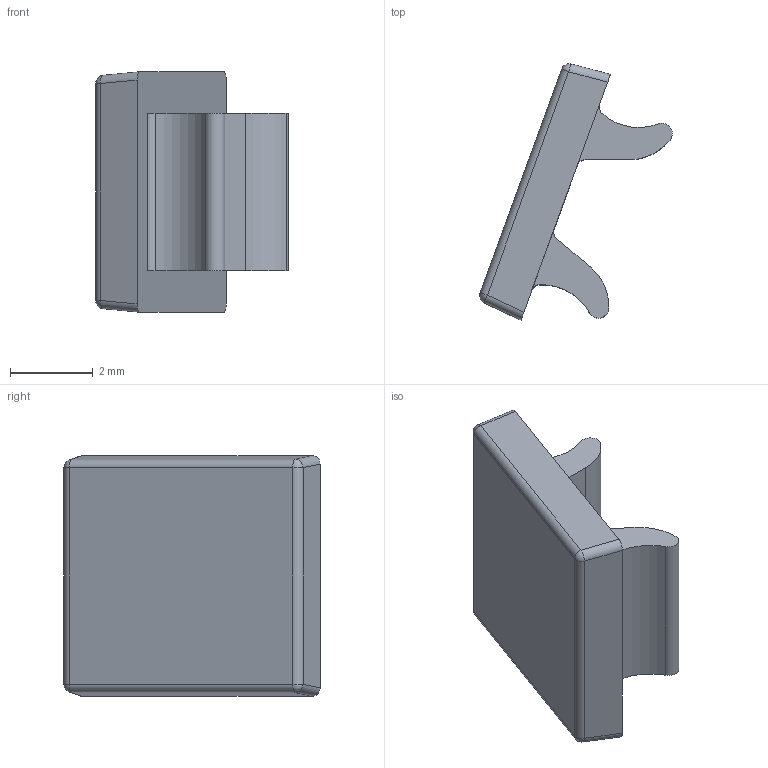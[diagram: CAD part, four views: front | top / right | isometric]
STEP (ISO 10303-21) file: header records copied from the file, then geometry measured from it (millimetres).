
FILE_DESCRIPTION(/* description */ ('Unknown'),/* implementation_level */ '2;1');
FILE_NAME(/* name */ 'IBC-06_Bloque',/* time_stamp */ '2024-06-03T09:20:32-03:00',/* author */ ('Unknown'),/* organization */ ('Unknown'),/* preprocessor_version */ 'ST-DEVELOPER v16.7',/* originating_system */ 'Solid Edge',/* authorisation */ 'Unknown');
FILE_SCHEMA (('AUTOMOTIVE_DESIGN {1 0 10303 214 3 1 1}'));
Length unit declared in the file: millimetre
Products named in the file (1): IBC-06_Bloque
Bounding box: 4.64 x 6.18 x 5.8 mm (x, y, z)
Volume: 53 mm3; surface area: 127.5 mm2
Topology: 1 solids, 1 shells, 36 faces, 81 edges, 50 vertices
Faces by surface type: cylinder 19, plane 13, sphere 4
Full cylindrical faces by diameter (mm): 1.6 x1
Entity records: 1032 total; most frequent: DIRECTION 192, CARTESIAN_POINT 167, ORIENTED_EDGE 160, EDGE_CURVE 80, AXIS2_PLACEMENT_3D 75, VERTEX_POINT 50, LINE 42, VECTOR 42
